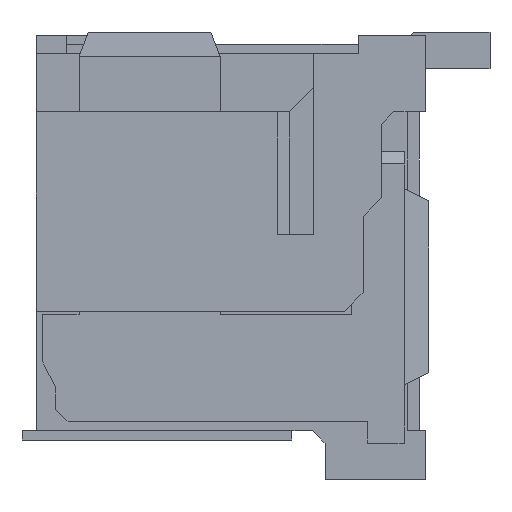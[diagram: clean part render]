
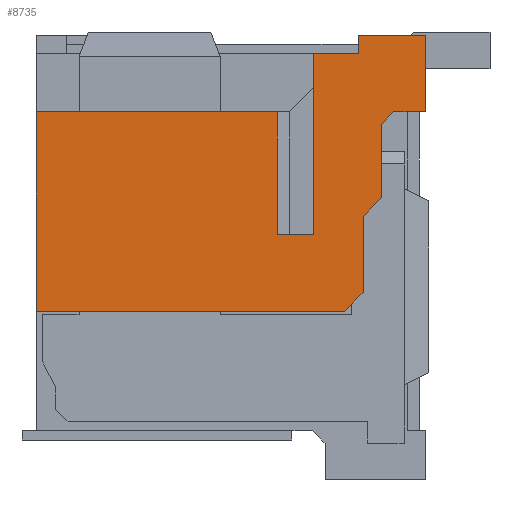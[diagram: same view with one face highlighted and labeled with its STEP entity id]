
A CAD part, left-side view. The second image highlights one B-rep face of the part: STEP entity #8735.
In plain terms, the highlighted planar face has unit normal (-1, 0, 0).
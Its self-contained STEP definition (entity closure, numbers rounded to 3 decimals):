
#1231=DIRECTION('',(0.,1.,0.));
#1232=VECTOR('',#1231,0.6);
#1233=CARTESIAN_POINT('',(-5.15,-1.93,0.82));
#1234=LINE('',#1233,#1232);
#1235=DIRECTION('',(0.,1.,0.));
#1236=VECTOR('',#1235,0.72);
#1237=CARTESIAN_POINT('',(-5.15,-2.65,3.77));
#1238=LINE('',#1237,#1236);
#1239=DIRECTION('',(0.,0.,-1.));
#1240=VECTOR('',#1239,0.3);
#1241=CARTESIAN_POINT('',(-5.15,-2.65,4.07));
#1242=LINE('',#1241,#1240);
#1243=DIRECTION('',(0.,1.,0.));
#1244=VECTOR('',#1243,1.1);
#1245=CARTESIAN_POINT('',(-5.15,-3.75,4.07));
#1246=LINE('',#1245,#1244);
#1247=DIRECTION('',(0.,0.,1.));
#1248=VECTOR('',#1247,1.25);
#1249=CARTESIAN_POINT('',(-5.15,-3.75,2.82));
#1250=LINE('',#1249,#1248);
#1251=DIRECTION('',(0.,1.,0.));
#1252=VECTOR('',#1251,0.52);
#1253=CARTESIAN_POINT('',(-5.15,-3.75,2.82));
#1254=LINE('',#1253,#1252);
#1255=DIRECTION('',(0.,0.707,-0.707));
#1256=VECTOR('',#1255,0.283);
#1257=CARTESIAN_POINT('',(-5.15,-3.23,2.82));
#1258=LINE('',#1257,#1256);
#1259=DIRECTION('',(0.,0.,-1.));
#1260=VECTOR('',#1259,1.2);
#1261=CARTESIAN_POINT('',(-5.15,-3.03,2.62));
#1262=LINE('',#1261,#1260);
#1263=DIRECTION('',(0.,0.707,-0.707));
#1264=VECTOR('',#1263,0.424);
#1265=CARTESIAN_POINT('',(-5.15,-3.03,1.42));
#1266=LINE('',#1265,#1264);
#1267=DIRECTION('',(0.,0.,-1.));
#1268=VECTOR('',#1267,1.25);
#1269=CARTESIAN_POINT('',(-5.15,-2.73,1.12));
#1270=LINE('',#1269,#1268);
#1271=DIRECTION('',(0.,0.707,-0.707));
#1272=VECTOR('',#1271,0.424);
#1273=CARTESIAN_POINT('',(-5.15,-2.73,-0.13));
#1274=LINE('',#1273,#1272);
#1275=DIRECTION('',(0.,-1.,0.));
#1276=VECTOR('',#1275,5.03);
#1277=CARTESIAN_POINT('',(-5.15,2.6,-0.43));
#1278=LINE('',#1277,#1276);
#1279=DIRECTION('',(0.,0.,-1.));
#1280=VECTOR('',#1279,3.25);
#1281=CARTESIAN_POINT('',(-5.15,2.6,2.82));
#1282=LINE('',#1281,#1280);
#1283=DIRECTION('',(0.,-1.,0.));
#1284=VECTOR('',#1283,3.93);
#1285=CARTESIAN_POINT('',(-5.15,2.6,2.82));
#1286=LINE('',#1285,#1284);
#1287=DIRECTION('',(0.,0.,1.));
#1288=VECTOR('',#1287,2.);
#1289=CARTESIAN_POINT('',(-5.15,-1.33,0.82));
#1290=LINE('',#1289,#1288);
#1291=DIRECTION('',(0.,0.,-1.));
#1292=VECTOR('',#1291,2.95);
#1293=CARTESIAN_POINT('',(-5.15,-1.93,3.77));
#1294=LINE('',#1293,#1292);
#5367=CARTESIAN_POINT('',(-5.15,-3.75,4.07));
#5368=CARTESIAN_POINT('',(-5.15,-2.65,4.07));
#5369=VERTEX_POINT('',#5367);
#5370=VERTEX_POINT('',#5368);
#5371=CARTESIAN_POINT('',(-5.15,-2.65,3.77));
#5372=VERTEX_POINT('',#5371);
#5377=CARTESIAN_POINT('',(-5.15,-3.75,2.82));
#5378=CARTESIAN_POINT('',(-5.15,-3.23,2.82));
#5379=VERTEX_POINT('',#5377);
#5380=VERTEX_POINT('',#5378);
#5381=CARTESIAN_POINT('',(-5.15,-3.03,2.62));
#5382=VERTEX_POINT('',#5381);
#5383=CARTESIAN_POINT('',(-5.15,-3.03,1.42));
#5384=VERTEX_POINT('',#5383);
#5385=CARTESIAN_POINT('',(-5.15,-2.73,1.12));
#5386=VERTEX_POINT('',#5385);
#5387=CARTESIAN_POINT('',(-5.15,-2.73,-0.13));
#5388=VERTEX_POINT('',#5387);
#5389=CARTESIAN_POINT('',(-5.15,-2.43,-0.43));
#5390=VERTEX_POINT('',#5389);
#5391=CARTESIAN_POINT('',(-5.15,2.6,-0.43));
#5392=VERTEX_POINT('',#5391);
#5401=CARTESIAN_POINT('',(-5.15,-1.93,3.77));
#5403=VERTEX_POINT('',#5401);
#5411=CARTESIAN_POINT('',(-5.15,2.6,2.82));
#5412=VERTEX_POINT('',#5411);
#6365=CARTESIAN_POINT('',(-5.15,-1.93,0.82));
#6366=CARTESIAN_POINT('',(-5.15,-1.33,0.82));
#6367=VERTEX_POINT('',#6365);
#6368=VERTEX_POINT('',#6366);
#6369=CARTESIAN_POINT('',(-5.15,-1.33,2.82));
#6370=VERTEX_POINT('',#6369);
#8704=CARTESIAN_POINT('',(-5.15,0.,0.445));
#8705=DIRECTION('',(-1.,0.,0.));
#8706=DIRECTION('',(0.,0.,1.));
#8707=AXIS2_PLACEMENT_3D('',#8704,#8705,#8706);
#8708=PLANE('',#8707);
#8709=ORIENTED_EDGE('',*,*,#7127,.F.);
#8711=ORIENTED_EDGE('',*,*,#8710,.F.);
#8713=ORIENTED_EDGE('',*,*,#8712,.F.);
#8715=ORIENTED_EDGE('',*,*,#8714,.F.);
#8717=ORIENTED_EDGE('',*,*,#8716,.F.);
#8718=ORIENTED_EDGE('',*,*,#7876,.F.);
#8720=ORIENTED_EDGE('',*,*,#8719,.T.);
#8721=ORIENTED_EDGE('',*,*,#8642,.T.);
#8722=ORIENTED_EDGE('',*,*,#8657,.T.);
#8723=ORIENTED_EDGE('',*,*,#8671,.T.);
#8724=ORIENTED_EDGE('',*,*,#8685,.T.);
#8725=ORIENTED_EDGE('',*,*,#8698,.T.);
#8726=ORIENTED_EDGE('',*,*,#8580,.F.);
#8728=ORIENTED_EDGE('',*,*,#8727,.F.);
#8730=ORIENTED_EDGE('',*,*,#8729,.T.);
#8732=ORIENTED_EDGE('',*,*,#8731,.F.);
#8733=EDGE_LOOP('',(#8709,#8711,#8713,#8715,#8717,#8718,#8720,#8721,#8722,#8723,
#8724,#8725,#8726,#8728,#8730,#8732));
#8734=FACE_OUTER_BOUND('',#8733,.F.);
#8735=ADVANCED_FACE('',(#8734),#8708,.T.);
#7127=EDGE_CURVE('',#6367,#6368,#1234,.T.);
#7876=EDGE_CURVE('',#5379,#5369,#1250,.T.);
#8580=EDGE_CURVE('',#5392,#5390,#1278,.T.);
#8642=EDGE_CURVE('',#5380,#5382,#1258,.T.);
#8657=EDGE_CURVE('',#5382,#5384,#1262,.T.);
#8671=EDGE_CURVE('',#5384,#5386,#1266,.T.);
#8685=EDGE_CURVE('',#5386,#5388,#1270,.T.);
#8698=EDGE_CURVE('',#5388,#5390,#1274,.T.);
#8710=EDGE_CURVE('',#5403,#6367,#1294,.T.);
#8712=EDGE_CURVE('',#5372,#5403,#1238,.T.);
#8714=EDGE_CURVE('',#5370,#5372,#1242,.T.);
#8716=EDGE_CURVE('',#5369,#5370,#1246,.T.);
#8719=EDGE_CURVE('',#5379,#5380,#1254,.T.);
#8727=EDGE_CURVE('',#5412,#5392,#1282,.T.);
#8729=EDGE_CURVE('',#5412,#6370,#1286,.T.);
#8731=EDGE_CURVE('',#6368,#6370,#1290,.T.);
